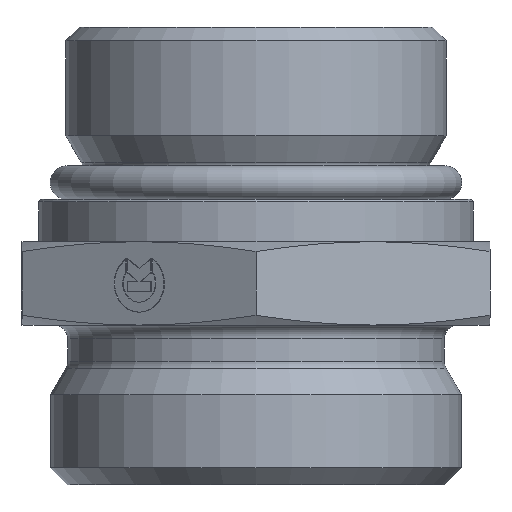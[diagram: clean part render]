
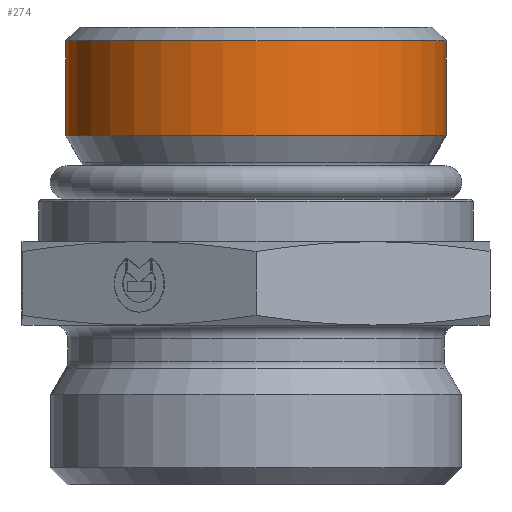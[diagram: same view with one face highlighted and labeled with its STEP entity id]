
A CAD part, front view. The second image highlights one B-rep face of the part: STEP entity #274.
In plain terms, the highlighted cylindrical face has radius 16.669 mm (diameter 33.338 mm), a full revolution.
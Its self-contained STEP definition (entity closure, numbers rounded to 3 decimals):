
#228=CARTESIAN_POINT('',(16.669,0.,30.587));
#229=VERTEX_POINT('',#228);
#230=CARTESIAN_POINT('',(0.0,0.0,30.587));
#231=DIRECTION('',(0.0,0.0,-1.0));
#232=DIRECTION('',(-1.0,0.0,0.0));
#233=AXIS2_PLACEMENT_3D('',#230,#231,#232);
#234=CIRCLE('',#233,16.669);
#235=EDGE_CURVE('',#229,#229,#234,.T.);
#255=CARTESIAN_POINT('',(0.0,0.0,40.1));
#256=DIRECTION('',(0.0,0.0,-1.0));
#257=DIRECTION('',(-1.0,0.0,0.0));
#258=AXIS2_PLACEMENT_3D('',#255,#256,#257);
#259=CYLINDRICAL_SURFACE('',#258,16.669);
#260=CARTESIAN_POINT('',(16.669,0.,38.9));
#261=VERTEX_POINT('',#260);
#262=CARTESIAN_POINT('',(0.0,0.0,38.9));
#263=DIRECTION('',(0.0,0.0,1.0));
#264=DIRECTION('',(-1.0,0.0,0.0));
#265=AXIS2_PLACEMENT_3D('',#262,#263,#264);
#266=CIRCLE('',#265,16.669);
#267=EDGE_CURVE('',#261,#261,#266,.T.);
#268=ORIENTED_EDGE('',*,*,#267,.F.);
#269=EDGE_LOOP('',(#268));
#270=FACE_OUTER_BOUND('',#269,.T.);
#271=ORIENTED_EDGE('',*,*,#235,.F.);
#272=EDGE_LOOP('',(#271));
#273=FACE_BOUND('',#272,.T.);
#274=ADVANCED_FACE('',(#270,#273),#259,.T.);
